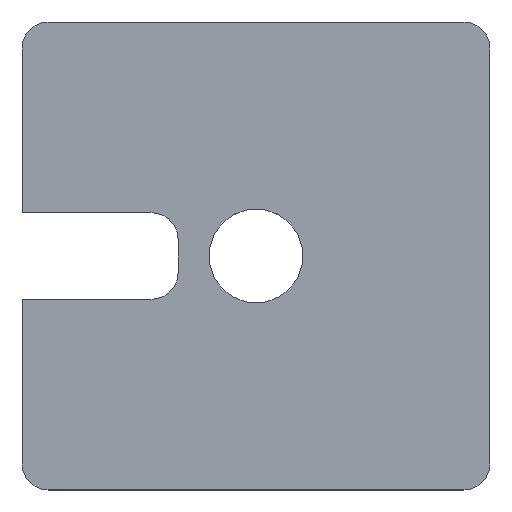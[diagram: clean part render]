
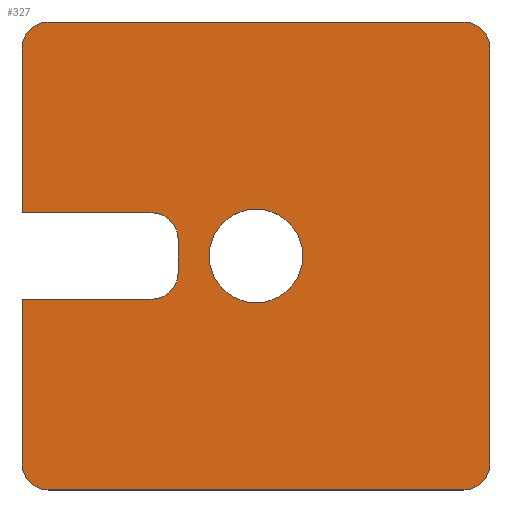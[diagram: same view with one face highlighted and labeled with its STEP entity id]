
A CAD part, top view. The second image highlights one B-rep face of the part: STEP entity #327.
In plain terms, the highlighted planar face has unit normal (0, 0, 1).
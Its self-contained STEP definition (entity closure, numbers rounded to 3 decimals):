
#16=FACE_BOUND('',#62,.T.);
#26=PLANE('',#378);
#43=FACE_OUTER_BOUND('',#61,.T.);
#61=EDGE_LOOP('',(#289,#290,#291,#292,#293,#294,#295,#296,#297,#298,#299,
#300,#301,#302));
#62=EDGE_LOOP('',(#303));
#72=LINE('',#513,#103);
#76=LINE('',#522,#107);
#79=LINE('',#530,#110);
#82=LINE('',#538,#113);
#84=LINE('',#542,#115);
#87=LINE('',#550,#118);
#90=LINE('',#558,#121);
#92=LINE('',#562,#123);
#103=VECTOR('',#412,10.);
#107=VECTOR('',#422,10.);
#110=VECTOR('',#431,10.);
#113=VECTOR('',#440,10.);
#115=VECTOR('',#444,10.);
#118=VECTOR('',#453,10.);
#121=VECTOR('',#462,10.);
#123=VECTOR('',#466,10.);
#126=CIRCLE('',#350,4.5);
#133=CIRCLE('',#360,2.5);
#134=CIRCLE('',#363,2.5);
#135=CIRCLE('',#366,2.5);
#136=CIRCLE('',#370,2.5);
#137=CIRCLE('',#373,2.5);
#138=CIRCLE('',#377,2.5);
#140=VERTEX_POINT('',#478);
#155=VERTEX_POINT('',#511);
#156=VERTEX_POINT('',#512);
#157=VERTEX_POINT('',#517);
#158=VERTEX_POINT('',#521);
#159=VERTEX_POINT('',#525);
#160=VERTEX_POINT('',#529);
#161=VERTEX_POINT('',#533);
#162=VERTEX_POINT('',#537);
#163=VERTEX_POINT('',#541);
#164=VERTEX_POINT('',#545);
#165=VERTEX_POINT('',#549);
#166=VERTEX_POINT('',#553);
#167=VERTEX_POINT('',#557);
#168=VERTEX_POINT('',#561);
#171=EDGE_CURVE('',#140,#140,#126,.T.);
#186=EDGE_CURVE('',#155,#156,#72,.T.);
#189=EDGE_CURVE('',#156,#157,#133,.T.);
#191=EDGE_CURVE('',#157,#158,#76,.T.);
#193=EDGE_CURVE('',#158,#159,#134,.T.);
#195=EDGE_CURVE('',#159,#160,#79,.T.);
#197=EDGE_CURVE('',#160,#161,#135,.T.);
#199=EDGE_CURVE('',#161,#162,#82,.T.);
#201=EDGE_CURVE('',#162,#163,#84,.T.);
#203=EDGE_CURVE('',#163,#164,#136,.T.);
#205=EDGE_CURVE('',#164,#165,#87,.T.);
#207=EDGE_CURVE('',#165,#166,#137,.T.);
#209=EDGE_CURVE('',#166,#167,#90,.T.);
#211=EDGE_CURVE('',#167,#168,#92,.T.);
#213=EDGE_CURVE('',#168,#155,#138,.T.);
#289=ORIENTED_EDGE('',*,*,#186,.F.);
#290=ORIENTED_EDGE('',*,*,#213,.F.);
#291=ORIENTED_EDGE('',*,*,#211,.F.);
#292=ORIENTED_EDGE('',*,*,#209,.F.);
#293=ORIENTED_EDGE('',*,*,#207,.F.);
#294=ORIENTED_EDGE('',*,*,#205,.F.);
#295=ORIENTED_EDGE('',*,*,#203,.F.);
#296=ORIENTED_EDGE('',*,*,#201,.F.);
#297=ORIENTED_EDGE('',*,*,#199,.F.);
#298=ORIENTED_EDGE('',*,*,#197,.F.);
#299=ORIENTED_EDGE('',*,*,#195,.F.);
#300=ORIENTED_EDGE('',*,*,#193,.F.);
#301=ORIENTED_EDGE('',*,*,#191,.F.);
#302=ORIENTED_EDGE('',*,*,#189,.F.);
#303=ORIENTED_EDGE('',*,*,#171,.T.);
#327=ADVANCED_FACE('',(#43,#16),#26,.T.);
#350=AXIS2_PLACEMENT_3D('',#480,#386,#387);
#360=AXIS2_PLACEMENT_3D('',#518,#417,#418);
#363=AXIS2_PLACEMENT_3D('',#526,#426,#427);
#366=AXIS2_PLACEMENT_3D('',#534,#435,#436);
#370=AXIS2_PLACEMENT_3D('',#546,#448,#449);
#373=AXIS2_PLACEMENT_3D('',#554,#457,#458);
#377=AXIS2_PLACEMENT_3D('',#565,#470,#471);
#378=AXIS2_PLACEMENT_3D('',#566,#472,#473);
#386=DIRECTION('center_axis',(0.,0.,-1.));
#387=DIRECTION('ref_axis',(-1.,0.,0.));
#412=DIRECTION('',(1.,0.,0.));
#417=DIRECTION('center_axis',(0.,0.,-1.));
#418=DIRECTION('ref_axis',(1.,0.,0.));
#422=DIRECTION('',(0.,-1.,0.));
#426=DIRECTION('center_axis',(0.,0.,-1.));
#427=DIRECTION('ref_axis',(0.,-1.,0.));
#431=DIRECTION('',(-1.,0.,0.));
#435=DIRECTION('center_axis',(0.,0.,-1.));
#436=DIRECTION('ref_axis',(-1.,0.,0.));
#440=DIRECTION('',(0.,1.,0.));
#444=DIRECTION('',(1.,0.,0.));
#448=DIRECTION('center_axis',(0.,0.,1.));
#449=DIRECTION('ref_axis',(0.,1.,0.));
#453=DIRECTION('',(0.,1.,0.));
#457=DIRECTION('center_axis',(0.,0.,1.));
#458=DIRECTION('ref_axis',(-1.,0.,0.));
#462=DIRECTION('',(-1.,0.,0.));
#466=DIRECTION('',(0.,1.,0.));
#470=DIRECTION('center_axis',(0.,0.,-1.));
#471=DIRECTION('ref_axis',(0.,1.,0.));
#472=DIRECTION('center_axis',(0.,0.,1.));
#473=DIRECTION('ref_axis',(1.,0.,0.));
#478=CARTESIAN_POINT('',(4.5,0.,0.5));
#480=CARTESIAN_POINT('Origin',(0.,0.,0.5));
#511=CARTESIAN_POINT('',(-20.,22.5,0.5));
#512=CARTESIAN_POINT('',(20.,22.5,0.5));
#513=CARTESIAN_POINT('',(20.,22.5,0.5));
#517=CARTESIAN_POINT('',(22.5,20.,0.5));
#518=CARTESIAN_POINT('Origin',(20.,20.,0.5));
#521=CARTESIAN_POINT('',(22.5,-20.,0.5));
#522=CARTESIAN_POINT('',(22.5,-20.,0.5));
#525=CARTESIAN_POINT('',(20.,-22.5,0.5));
#526=CARTESIAN_POINT('Origin',(20.,-20.,0.5));
#529=CARTESIAN_POINT('',(-20.,-22.5,0.5));
#530=CARTESIAN_POINT('',(-20.,-22.5,0.5));
#533=CARTESIAN_POINT('',(-22.5,-20.,0.5));
#534=CARTESIAN_POINT('Origin',(-20.,-20.,0.5));
#537=CARTESIAN_POINT('',(-22.5,-4.15,0.5));
#538=CARTESIAN_POINT('',(-22.5,-4.15,0.5));
#541=CARTESIAN_POINT('',(-10.,-4.15,0.5));
#542=CARTESIAN_POINT('',(-10.,-4.15,0.5));
#545=CARTESIAN_POINT('',(-7.5,-1.65,0.5));
#546=CARTESIAN_POINT('Origin',(-10.,-1.65,0.5));
#549=CARTESIAN_POINT('',(-7.5,1.65,0.5));
#550=CARTESIAN_POINT('',(-7.5,1.65,0.5));
#553=CARTESIAN_POINT('',(-10.,4.15,0.5));
#554=CARTESIAN_POINT('Origin',(-10.,1.65,0.5));
#557=CARTESIAN_POINT('',(-22.5,4.15,0.5));
#558=CARTESIAN_POINT('',(-22.5,4.15,0.5));
#561=CARTESIAN_POINT('',(-22.5,20.,0.5));
#562=CARTESIAN_POINT('',(-22.5,20.,0.5));
#565=CARTESIAN_POINT('Origin',(-20.,20.,0.5));
#566=CARTESIAN_POINT('Origin',(-1.526,0.,0.5));
